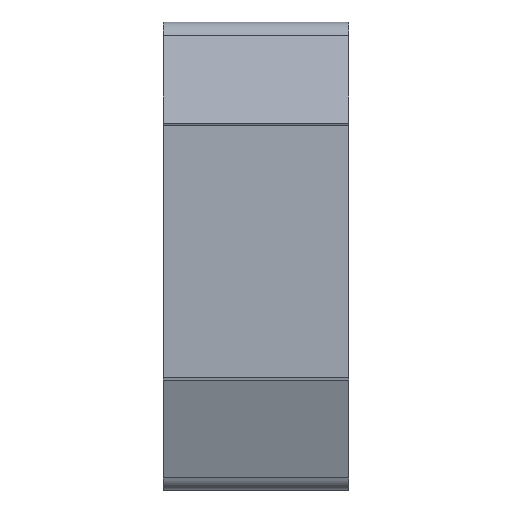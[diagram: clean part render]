
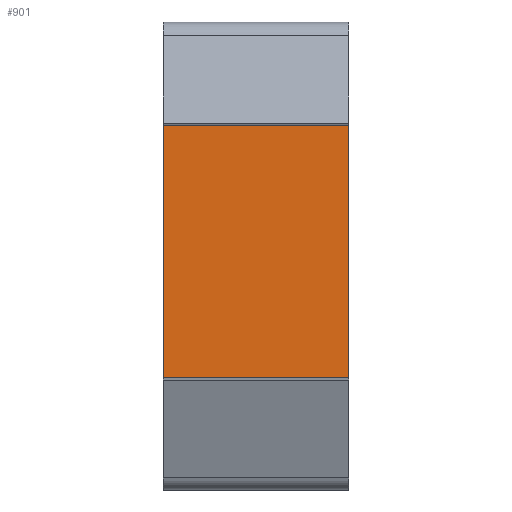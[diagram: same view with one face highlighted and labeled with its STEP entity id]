
A CAD part, front view. The second image highlights one B-rep face of the part: STEP entity #901.
In plain terms, the highlighted planar face has unit normal (0, -1, 0).
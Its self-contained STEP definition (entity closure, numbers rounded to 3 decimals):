
#87=FACE_OUTER_BOUND('',#136,.T.);
#136=EDGE_LOOP('',(#760,#761,#762,#763));
#161=LINE('',#1276,#268);
#239=LINE('',#1466,#346);
#240=LINE('',#1469,#347);
#241=LINE('',#1470,#348);
#268=VECTOR('',#1026,10.);
#346=VECTOR('',#1202,10.);
#347=VECTOR('',#1205,10.);
#348=VECTOR('',#1206,10.);
#373=VERTEX_POINT('',#1273);
#374=VERTEX_POINT('',#1275);
#437=VERTEX_POINT('',#1464);
#438=VERTEX_POINT('',#1468);
#463=EDGE_CURVE('',#373,#374,#161,.T.);
#558=EDGE_CURVE('',#437,#374,#239,.T.);
#559=EDGE_CURVE('',#438,#437,#240,.T.);
#560=EDGE_CURVE('',#438,#373,#241,.T.);
#760=ORIENTED_EDGE('',*,*,#559,.T.);
#761=ORIENTED_EDGE('',*,*,#558,.T.);
#762=ORIENTED_EDGE('',*,*,#463,.F.);
#763=ORIENTED_EDGE('',*,*,#560,.F.);
#855=PLANE('',#982);
#901=ADVANCED_FACE('',(#87),#855,.T.);
#982=AXIS2_PLACEMENT_3D('',#1467,#1203,#1204);
#1026=DIRECTION('',(0.,0.,1.));
#1202=DIRECTION('',(-1.,0.,0.));
#1203=DIRECTION('center_axis',(0.,-1.,0.));
#1204=DIRECTION('ref_axis',(0.,0.,1.));
#1205=DIRECTION('',(0.,0.,1.));
#1206=DIRECTION('',(-1.,0.,0.));
#1273=CARTESIAN_POINT('',(332.581,-54.236,-20.928));
#1275=CARTESIAN_POINT('',(332.581,-54.236,39.566));
#1276=CARTESIAN_POINT('',(332.581,-54.236,-20.928));
#1464=CARTESIAN_POINT('',(360.136,-54.236,39.566));
#1466=CARTESIAN_POINT('',(360.136,-54.236,39.566));
#1467=CARTESIAN_POINT('Origin',(360.136,-54.236,-20.928));
#1468=CARTESIAN_POINT('',(360.136,-54.236,-20.928));
#1469=CARTESIAN_POINT('',(360.136,-54.236,-5.98));
#1470=CARTESIAN_POINT('',(360.136,-54.236,-20.928));
